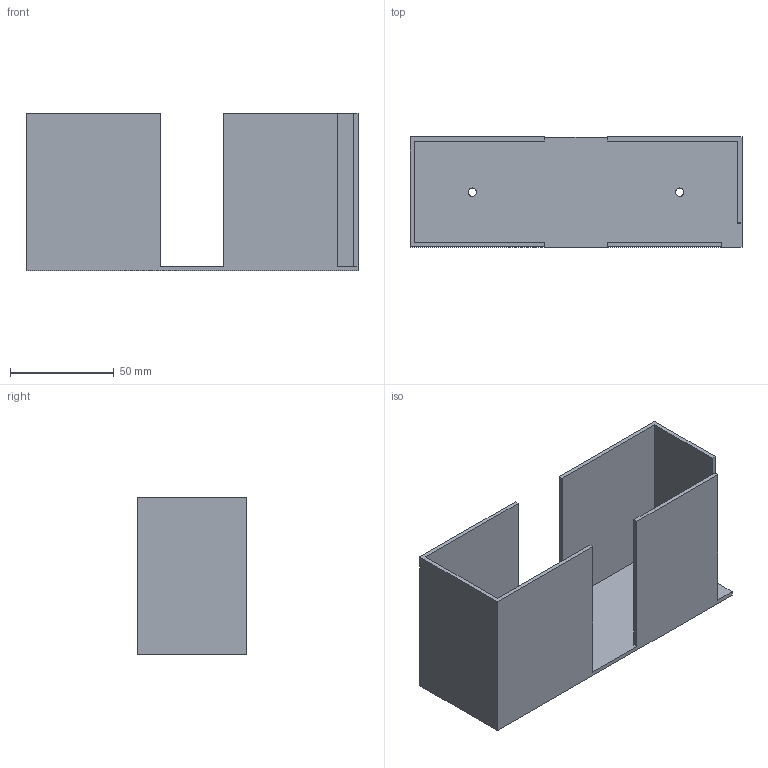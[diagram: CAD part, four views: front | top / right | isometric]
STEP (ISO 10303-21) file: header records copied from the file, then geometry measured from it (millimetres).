
FILE_DESCRIPTION (( 'STEP AP203' ), '1' );
FILE_NAME ('SE_01_1_0016.STEP', '2020-10-21T10:14:40', ( '' ), ( '' ), 'SwSTEP 2.0', 'SolidWorks 2017', '' );
FILE_SCHEMA (( 'CONFIG_CONTROL_DESIGN' ));
Length unit declared in the file: millimetre
Products named in the file (1): SE_01_1_0016
Bounding box: 160 x 53 x 76 mm (x, y, z)
Volume: 67007.7 mm3; surface area: 68798 mm2
Topology: 1 solids, 1 shells, 25 faces, 69 edges, 46 vertices
Faces by surface type: plane 21, cylinder 4
Entity records: 876 total; most frequent: CARTESIAN_POINT 141, ORIENTED_EDGE 138, DIRECTION 129, EDGE_CURVE 69, LINE 61, VECTOR 61, VERTEX_POINT 46, AXIS2_PLACEMENT_3D 34
